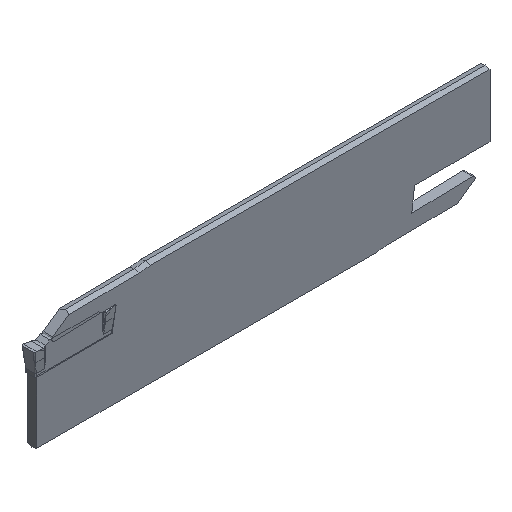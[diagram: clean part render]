
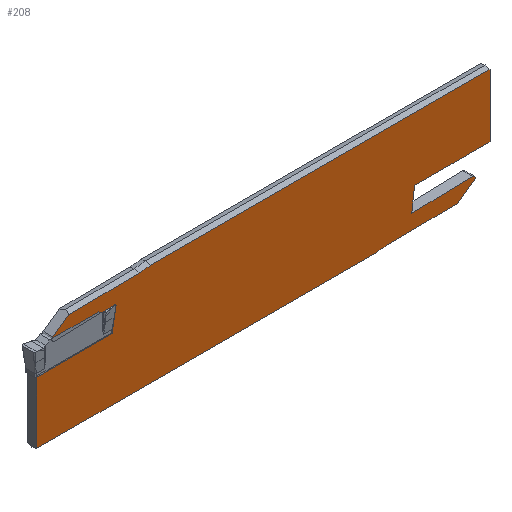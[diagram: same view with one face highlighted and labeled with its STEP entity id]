
A CAD part, isometric view. The second image highlights one B-rep face of the part: STEP entity #208.
In plain terms, the highlighted planar face has unit normal (0, -1, 0).
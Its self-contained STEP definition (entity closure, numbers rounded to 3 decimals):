
#130=CIRCLE('',#1949,5.);
#131=CIRCLE('',#1950,5.);
#132=CIRCLE('',#1951,24.892);
#133=CIRCLE('',#1952,0.6);
#134=CIRCLE('',#1953,24.892);
#135=CIRCLE('',#1954,0.6);
#208=ADVANCED_FACE('',(#354),#268,.T.);
#268=PLANE('',#1955);
#354=FACE_OUTER_BOUND('',#448,.T.);
#448=EDGE_LOOP('',(#1178,#1179,#1180,#1181,#1182,#1183,#1184,#1185,#1186,
#1187,#1188,#1189,#1190,#1191,#1192,#1193,#1194,#1195,#1196,#1197,#1198,
#1199));
#580=LINE('',#3070,#748);
#581=LINE('',#3073,#749);
#582=LINE('',#3077,#750);
#583=LINE('',#3081,#751);
#584=LINE('',#3083,#752);
#585=LINE('',#3085,#753);
#586=LINE('',#3089,#754);
#587=LINE('',#3091,#755);
#588=LINE('',#3095,#756);
#589=LINE('',#3097,#757);
#590=LINE('',#3099,#758);
#591=LINE('',#3101,#759);
#592=LINE('',#3103,#760);
#593=LINE('',#3107,#761);
#594=LINE('',#3109,#762);
#595=LINE('',#3113,#763);
#748=VECTOR('',#2341,1.);
#749=VECTOR('',#2342,1.);
#750=VECTOR('',#2345,1.);
#751=VECTOR('',#2348,1.);
#752=VECTOR('',#2349,1.);
#753=VECTOR('',#2350,1.);
#754=VECTOR('',#2353,1.);
#755=VECTOR('',#2354,1.);
#756=VECTOR('',#2357,1.);
#757=VECTOR('',#2358,1.);
#758=VECTOR('',#2359,1.);
#759=VECTOR('',#2360,1.);
#760=VECTOR('',#2361,1.);
#761=VECTOR('',#2364,1.);
#762=VECTOR('',#2365,1.);
#763=VECTOR('',#2368,1.);
#1178=ORIENTED_EDGE('',*,*,#1692,.T.);
#1179=ORIENTED_EDGE('',*,*,#1693,.T.);
#1180=ORIENTED_EDGE('',*,*,#1694,.T.);
#1181=ORIENTED_EDGE('',*,*,#1695,.T.);
#1182=ORIENTED_EDGE('',*,*,#1696,.T.);
#1183=ORIENTED_EDGE('',*,*,#1697,.T.);
#1184=ORIENTED_EDGE('',*,*,#1698,.T.);
#1185=ORIENTED_EDGE('',*,*,#1699,.T.);
#1186=ORIENTED_EDGE('',*,*,#1700,.F.);
#1187=ORIENTED_EDGE('',*,*,#1701,.T.);
#1188=ORIENTED_EDGE('',*,*,#1702,.T.);
#1189=ORIENTED_EDGE('',*,*,#1703,.T.);
#1190=ORIENTED_EDGE('',*,*,#1704,.T.);
#1191=ORIENTED_EDGE('',*,*,#1705,.T.);
#1192=ORIENTED_EDGE('',*,*,#1706,.T.);
#1193=ORIENTED_EDGE('',*,*,#1707,.F.);
#1194=ORIENTED_EDGE('',*,*,#1708,.F.);
#1195=ORIENTED_EDGE('',*,*,#1709,.F.);
#1196=ORIENTED_EDGE('',*,*,#1710,.T.);
#1197=ORIENTED_EDGE('',*,*,#1711,.T.);
#1198=ORIENTED_EDGE('',*,*,#1712,.T.);
#1199=ORIENTED_EDGE('',*,*,#1713,.T.);
#1458=VERTEX_POINT('',#3071);
#1459=VERTEX_POINT('',#3072);
#1460=VERTEX_POINT('',#3074);
#1461=VERTEX_POINT('',#3076);
#1462=VERTEX_POINT('',#3078);
#1463=VERTEX_POINT('',#3080);
#1464=VERTEX_POINT('',#3082);
#1465=VERTEX_POINT('',#3084);
#1466=VERTEX_POINT('',#3086);
#1467=VERTEX_POINT('',#3088);
#1468=VERTEX_POINT('',#3090);
#1469=VERTEX_POINT('',#3092);
#1470=VERTEX_POINT('',#3094);
#1471=VERTEX_POINT('',#3096);
#1472=VERTEX_POINT('',#3098);
#1473=VERTEX_POINT('',#3100);
#1474=VERTEX_POINT('',#3102);
#1475=VERTEX_POINT('',#3104);
#1476=VERTEX_POINT('',#3106);
#1477=VERTEX_POINT('',#3108);
#1478=VERTEX_POINT('',#3110);
#1479=VERTEX_POINT('',#3112);
#1692=EDGE_CURVE('',#1458,#1459,#580,.T.);
#1693=EDGE_CURVE('',#1459,#1460,#581,.T.);
#1694=EDGE_CURVE('',#1460,#1461,#130,.T.);
#1695=EDGE_CURVE('',#1461,#1462,#582,.T.);
#1696=EDGE_CURVE('',#1462,#1463,#131,.T.);
#1697=EDGE_CURVE('',#1463,#1464,#583,.T.);
#1698=EDGE_CURVE('',#1464,#1465,#584,.T.);
#1699=EDGE_CURVE('',#1465,#1466,#585,.T.);
#1700=EDGE_CURVE('',#1467,#1466,#132,.T.);
#1701=EDGE_CURVE('',#1467,#1468,#586,.T.);
#1702=EDGE_CURVE('',#1468,#1469,#587,.T.);
#1703=EDGE_CURVE('',#1469,#1470,#133,.T.);
#1704=EDGE_CURVE('',#1470,#1471,#588,.T.);
#1705=EDGE_CURVE('',#1471,#1472,#589,.T.);
#1706=EDGE_CURVE('',#1472,#1473,#590,.T.);
#1707=EDGE_CURVE('',#1474,#1473,#591,.T.);
#1708=EDGE_CURVE('',#1475,#1474,#592,.T.);
#1709=EDGE_CURVE('',#1476,#1475,#134,.T.);
#1710=EDGE_CURVE('',#1476,#1477,#593,.T.);
#1711=EDGE_CURVE('',#1477,#1478,#594,.T.);
#1712=EDGE_CURVE('',#1478,#1479,#135,.T.);
#1713=EDGE_CURVE('',#1479,#1458,#595,.T.);
#1949=AXIS2_PLACEMENT_3D('',#3075,#2343,#2344);
#1950=AXIS2_PLACEMENT_3D('',#3079,#2346,#2347);
#1951=AXIS2_PLACEMENT_3D('',#3087,#2351,#2352);
#1952=AXIS2_PLACEMENT_3D('',#3093,#2355,#2356);
#1953=AXIS2_PLACEMENT_3D('',#3105,#2362,#2363);
#1954=AXIS2_PLACEMENT_3D('',#3111,#2366,#2367);
#1955=AXIS2_PLACEMENT_3D('',#3114,#2369,#2370);
#2341=DIRECTION('',(0.122,0.,0.993));
#2342=DIRECTION('',(1.,0.,0.));
#2343=DIRECTION('',(0.,1.,0.));
#2344=DIRECTION('',(0.,0.,1.));
#2345=DIRECTION('',(1.,0.,0.));
#2346=DIRECTION('',(0.,1.,0.));
#2347=DIRECTION('',(0.,0.,1.));
#2348=DIRECTION('',(1.,0.,0.));
#2349=DIRECTION('',(0.,0.,1.));
#2350=DIRECTION('',(-1.,0.,0.));
#2351=DIRECTION('',(0.,-1.,0.));
#2352=DIRECTION('',(0.,0.,-1.));
#2353=DIRECTION('',(-1.,0.,-0.017));
#2354=DIRECTION('',(-0.819,0.,-0.574));
#2355=DIRECTION('',(0.,-1.,0.));
#2356=DIRECTION('',(0.,0.,-1.));
#2357=DIRECTION('',(1.,0.,0.026));
#2358=DIRECTION('',(-0.122,0.,-0.993));
#2359=DIRECTION('',(-1.,0.,0.));
#2360=DIRECTION('',(0.,0.,1.));
#2361=DIRECTION('',(-1.,0.,0.));
#2362=DIRECTION('',(0.,-1.,0.));
#2363=DIRECTION('',(0.,0.,1.));
#2364=DIRECTION('',(1.,0.,0.017));
#2365=DIRECTION('',(0.819,0.,0.574));
#2366=DIRECTION('',(0.,-1.,0.));
#2367=DIRECTION('',(0.,0.,1.));
#2368=DIRECTION('',(-1.,0.,-0.026));
#2369=DIRECTION('',(0.,-1.,0.));
#2370=DIRECTION('',(0.,0.,-1.));
#3070=CARTESIAN_POINT('',(91.252,0.,-14.744));
#3071=CARTESIAN_POINT('',(90.995,0.,-16.838));
#3072=CARTESIAN_POINT('',(91.675,0.,-11.3));
#3073=CARTESIAN_POINT('',(95.864,0.,-11.3));
#3074=CARTESIAN_POINT('',(100.5,0.,-11.3));
#3075=CARTESIAN_POINT('',(101.047,0.,-16.27));
#3076=CARTESIAN_POINT('',(101.047,0.,-11.27));
#3077=CARTESIAN_POINT('',(101.047,0.,-11.27));
#3078=CARTESIAN_POINT('',(104.953,0.,-11.27));
#3079=CARTESIAN_POINT('',(104.953,0.,-16.27));
#3080=CARTESIAN_POINT('',(105.5,0.,-11.3));
#3081=CARTESIAN_POINT('',(105.5,0.,-11.3));
#3082=CARTESIAN_POINT('',(110.,0.,-11.3));
#3083=CARTESIAN_POINT('',(110.,0.,-20.757));
#3084=CARTESIAN_POINT('',(110.,0.,3.957));
#3085=CARTESIAN_POINT('',(110.,0.,3.957));
#3086=CARTESIAN_POINT('',(27.611,0.,3.957));
#3087=CARTESIAN_POINT('',(24.379,0.,28.638));
#3088=CARTESIAN_POINT('',(24.816,0.,3.75));
#3089=CARTESIAN_POINT('',(24.816,0.,3.75));
#3090=CARTESIAN_POINT('',(7.741,0.,3.452));
#3091=CARTESIAN_POINT('',(8.921,0.,4.278));
#3092=CARTESIAN_POINT('',(3.87,0.,0.742));
#3093=CARTESIAN_POINT('',(4.215,0.,0.251));
#3094=CARTESIAN_POINT('',(4.23,0.,-0.349));
#3095=CARTESIAN_POINT('',(4.23,0.,-0.349));
#3096=CARTESIAN_POINT('',(19.005,0.,0.038));
#3097=CARTESIAN_POINT('',(18.748,0.,-2.056));
#3098=CARTESIAN_POINT('',(18.325,0.,-5.5));
#3099=CARTESIAN_POINT('',(14.136,0.,-5.5));
#3100=CARTESIAN_POINT('',(0.,0.,-5.5));
#3101=CARTESIAN_POINT('',(0.,0.,-20.757));
#3102=CARTESIAN_POINT('',(0.,0.,-20.757));
#3103=CARTESIAN_POINT('',(110.,0.,-20.757));
#3104=CARTESIAN_POINT('',(82.389,0.,-20.757));
#3105=CARTESIAN_POINT('',(85.621,0.,-45.438));
#3106=CARTESIAN_POINT('',(85.184,0.,-20.55));
#3107=CARTESIAN_POINT('',(85.184,0.,-20.55));
#3108=CARTESIAN_POINT('',(102.259,0.,-20.252));
#3109=CARTESIAN_POINT('',(101.079,0.,-21.078));
#3110=CARTESIAN_POINT('',(106.13,0.,-17.542));
#3111=CARTESIAN_POINT('',(105.785,0.,-17.051));
#3112=CARTESIAN_POINT('',(105.77,0.,-16.451));
#3113=CARTESIAN_POINT('',(105.77,0.,-16.451));
#3114=CARTESIAN_POINT('',(110.,0.,-20.757));
